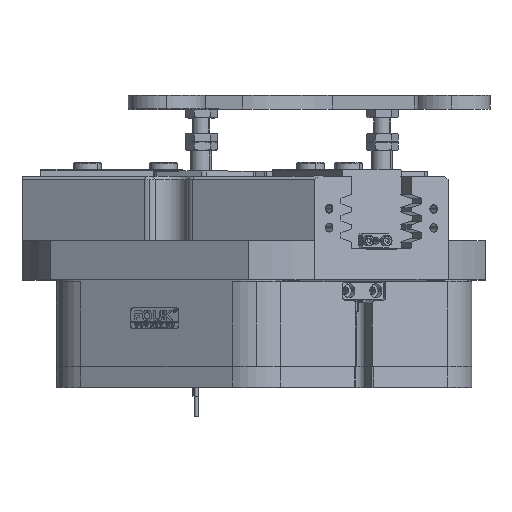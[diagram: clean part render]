
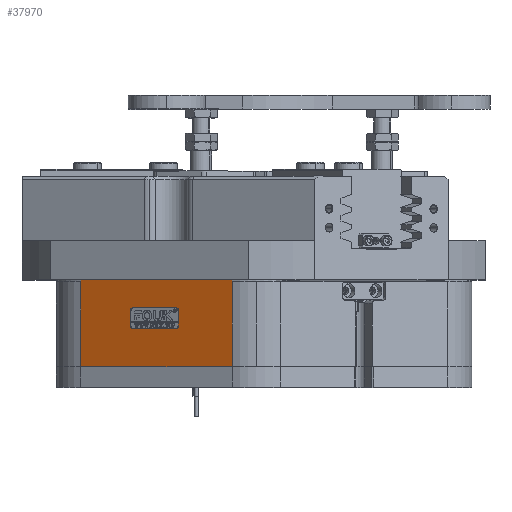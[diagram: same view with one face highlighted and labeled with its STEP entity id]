
A CAD part, top view. The second image highlights one B-rep face of the part: STEP entity #37970.
In plain terms, the highlighted planar face has unit normal (-0.5, 0, 0.866).
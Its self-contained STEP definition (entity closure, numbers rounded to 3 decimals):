
#31 = ORIENTED_EDGE ( 'NONE', *, *, #3438, .T. ) ;
#145 =( BOUNDED_CURVE ( )  B_SPLINE_CURVE ( 3, ( #44185, #24388, #47605, #12797 ),
 .UNSPECIFIED., .F., .F. ) 
 B_SPLINE_CURVE_WITH_KNOTS ( ( 4, 4 ),
 ( 3.107, 3.142 ),
 .UNSPECIFIED. ) 
 CURVE ( )  GEOMETRIC_REPRESENTATION_ITEM ( )  RATIONAL_B_SPLINE_CURVE ( ( 1., 1., 1., 1. ) ) 
 REPRESENTATION_ITEM ( '' )  );
#413 = DIRECTION ( 'NONE',  ( 0.5, 0., -0.866 ) ) ;
#429 = VECTOR ( 'NONE', #22642, 1000. ) ;
#596 = CARTESIAN_POINT ( 'NONE',  ( -50.175, 34.2, 111.905 ) ) ;
#765 = CARTESIAN_POINT ( 'NONE',  ( -17., 49.3, 131.059 ) ) ;
#1012 = CARTESIAN_POINT ( 'NONE',  ( -50.175, 22., 111.905 ) ) ;
#1151 = VERTEX_POINT ( 'NONE', #4782 ) ;
#1214 = VERTEX_POINT ( 'NONE', #14270 ) ;
#1499 = EDGE_CURVE ( 'NONE', #1214, #44197, #23836, .T. ) ;
#1854 = CARTESIAN_POINT ( 'NONE',  ( -48.356, 24.1, 112.955 ) ) ;
#2240 = CIRCLE ( 'NONE', #47952, 2.1 ) ;
#2764 = CARTESIAN_POINT ( 'NONE',  ( -16.994, 49.967, 131.062 ) ) ;
#3141 = CARTESIAN_POINT ( 'NONE',  ( 122., 0., 211.31 ) ) ;
#3438 = EDGE_CURVE ( 'NONE', #40097, #47339, #32292, .T. ) ;
#3848 = ORIENTED_EDGE ( 'NONE', *, *, #4809, .F. ) ;
#4253 = ORIENTED_EDGE ( 'NONE', *, *, #50348, .T. ) ;
#4782 = CARTESIAN_POINT ( 'NONE',  ( -76.242, 24.1, 96.855 ) ) ;
#4809 = EDGE_CURVE ( 'NONE', #39813, #47339, #36988, .T. ) ;
#5085 = CARTESIAN_POINT ( 'NONE',  ( -50.175, 32.1, 111.905 ) ) ;
#5975 = CARTESIAN_POINT ( 'NONE',  ( -17., 49.633, 131.059 ) ) ;
#6333 = VERTEX_POINT ( 'NONE', #1012 ) ;
#6702 = PLANE ( 'NONE',  #10766 ) ;
#6957 = AXIS2_PLACEMENT_3D ( 'NONE', #21755, #10474, #14393 ) ;
#8796 = DIRECTION ( 'NONE',  ( 0.5, 0., -0.866 ) ) ;
#10295 = ORIENTED_EDGE ( 'NONE', *, *, #16360, .T. ) ;
#10474 = DIRECTION ( 'NONE',  ( 0.5, 0., -0.866 ) ) ;
#10766 = AXIS2_PLACEMENT_3D ( 'NONE', #25768, #33962, #41969 ) ;
#10921 = DIRECTION ( 'NONE',  ( -0.866, 0., -0.5 ) ) ;
#11698 = CARTESIAN_POINT ( 'NONE',  ( -17., 0., 131.059 ) ) ;
#11714 = LINE ( 'NONE', #49828, #40392 ) ;
#12279 = CIRCLE ( 'NONE', #27985, 2.1 ) ;
#12797 = CARTESIAN_POINT ( 'NONE',  ( -105., 49.3, 80.252 ) ) ;
#13191 = DIRECTION ( 'NONE',  ( 0.866, 0., 0.5 ) ) ;
#13524 = ORIENTED_EDGE ( 'NONE', *, *, #38509, .T. ) ;
#13878 = EDGE_CURVE ( 'NONE', #27559, #23058, #12279, .T. ) ;
#14054 = VERTEX_POINT ( 'NONE', #24482 ) ;
#14270 = CARTESIAN_POINT ( 'NONE',  ( -105., 49.3, 80.252 ) ) ;
#14393 = DIRECTION ( 'NONE',  ( -0.866, 0., -0.5 ) ) ;
#14509 = CARTESIAN_POINT ( 'NONE',  ( -105., 0., 80.252 ) ) ;
#14951 = EDGE_LOOP ( 'NONE', ( #29034, #40805, #22020, #45253, #4253, #39332, #10295, #15825 ) ) ;
#15085 = LINE ( 'NONE', #596, #36514 ) ;
#15667 = CARTESIAN_POINT ( 'NONE',  ( -105.017, 50.3, 80.242 ) ) ;
#15825 = ORIENTED_EDGE ( 'NONE', *, *, #21826, .T. ) ;
#16023 = DIRECTION ( 'NONE',  ( -0.866, 0., -0.5 ) ) ;
#16360 = EDGE_CURVE ( 'NONE', #23058, #14054, #15085, .T. ) ;
#16847 = FACE_BOUND ( 'NONE', #14951, .T. ) ;
#18050 = EDGE_LOOP ( 'NONE', ( #3848, #18208, #48207, #30609, #13524, #31 ) ) ;
#18208 = ORIENTED_EDGE ( 'NONE', *, *, #18763, .T. ) ;
#18763 = EDGE_CURVE ( 'NONE', #39813, #1214, #145, .T. ) ;
#19579 = CARTESIAN_POINT ( 'NONE',  ( -74.423, 32.1, 97.905 ) ) ;
#19594 = VERTEX_POINT ( 'NONE', #30155 ) ;
#19678 = VERTEX_POINT ( 'NONE', #11698 ) ;
#19757 = CARTESIAN_POINT ( 'NONE',  ( -48.356, 32.1, 112.955 ) ) ;
#20328 = EDGE_CURVE ( 'NONE', #19594, #1151, #33093, .T. ) ;
#21755 = CARTESIAN_POINT ( 'NONE',  ( -74.423, 24.1, 97.905 ) ) ;
#21793 = DIRECTION ( 'NONE',  ( 0., 1., 0. ) ) ;
#21826 = EDGE_CURVE ( 'NONE', #14054, #34653, #32937, .T. ) ;
#22020 = ORIENTED_EDGE ( 'NONE', *, *, #35212, .T. ) ;
#22642 = DIRECTION ( 'NONE',  ( 0., 1., 0. ) ) ;
#23058 = VERTEX_POINT ( 'NONE', #34215 ) ;
#23836 = LINE ( 'NONE', #28568, #48795 ) ;
#24388 = CARTESIAN_POINT ( 'NONE',  ( -105.006, 49.967, 80.248 ) ) ;
#24482 = CARTESIAN_POINT ( 'NONE',  ( -50.175, 34.2, 111.905 ) ) ;
#24951 = DIRECTION ( 'NONE',  ( 0.866, 0., 0.5 ) ) ;
#25768 = CARTESIAN_POINT ( 'NONE',  ( 122., 110.5, 211.31 ) ) ;
#26049 = CARTESIAN_POINT ( 'NONE',  ( -17., 49.3, 131.059 ) ) ;
#26290 = LINE ( 'NONE', #35331, #37903 ) ;
#26446 = LINE ( 'NONE', #3141, #33182 ) ;
#26640 = DIRECTION ( 'NONE',  ( 0., -1., 0. ) ) ;
#27219 = FACE_OUTER_BOUND ( 'NONE', #18050, .T. ) ;
#27559 = VERTEX_POINT ( 'NONE', #49501 ) ;
#27822 = DIRECTION ( 'NONE',  ( 0.866, 0., 0.5 ) ) ;
#27985 = AXIS2_PLACEMENT_3D ( 'NONE', #19579, #35281, #46871 ) ;
#28568 = CARTESIAN_POINT ( 'NONE',  ( -105., 110.5, 80.252 ) ) ;
#29034 = ORIENTED_EDGE ( 'NONE', *, *, #42584, .T. ) ;
#30155 = CARTESIAN_POINT ( 'NONE',  ( -74.423, 22., 97.905 ) ) ;
#30609 = ORIENTED_EDGE ( 'NONE', *, *, #49879, .F. ) ;
#32292 =( BOUNDED_CURVE ( )  B_SPLINE_CURVE ( 3, ( #26049, #5975, #2764, #41428 ),
 .UNSPECIFIED., .F., .T. ) 
 B_SPLINE_CURVE_WITH_KNOTS ( ( 4, 4 ),
 ( 0., 0.034 ),
 .UNSPECIFIED. ) 
 CURVE ( )  GEOMETRIC_REPRESENTATION_ITEM ( )  RATIONAL_B_SPLINE_CURVE ( ( 1., 1., 1., 1. ) ) 
 REPRESENTATION_ITEM ( '' )  );
#32937 = CIRCLE ( 'NONE', #38686, 2.1 ) ;
#33093 = CIRCLE ( 'NONE', #6957, 2.1 ) ;
#33182 = VECTOR ( 'NONE', #10921, 1000. ) ;
#33244 = CARTESIAN_POINT ( 'NONE',  ( -17., 110.5, 131.059 ) ) ;
#33939 = LINE ( 'NONE', #33244, #429 ) ;
#33962 = DIRECTION ( 'NONE',  ( -0.5, 0., 0.866 ) ) ;
#34215 = CARTESIAN_POINT ( 'NONE',  ( -74.423, 34.2, 97.905 ) ) ;
#34653 = VERTEX_POINT ( 'NONE', #19757 ) ;
#34950 = VECTOR ( 'NONE', #21793, 1000. ) ;
#35212 = EDGE_CURVE ( 'NONE', #6333, #19594, #26290, .T. ) ;
#35281 = DIRECTION ( 'NONE',  ( 0.5, 0., -0.866 ) ) ;
#35331 = CARTESIAN_POINT ( 'NONE',  ( -50.175, 22., 111.905 ) ) ;
#36514 = VECTOR ( 'NONE', #27822, 1000. ) ;
#36988 = LINE ( 'NONE', #44756, #49136 ) ;
#37903 = VECTOR ( 'NONE', #39232, 1000. ) ;
#37970 = ADVANCED_FACE ( 'NONE', ( #27219, #16847 ), #6702, .T. ) ;
#38509 = EDGE_CURVE ( 'NONE', #19678, #40097, #33939, .T. ) ;
#38686 = AXIS2_PLACEMENT_3D ( 'NONE', #5085, #8796, #13191 ) ;
#38898 = CARTESIAN_POINT ( 'NONE',  ( -50.175, 24.1, 111.905 ) ) ;
#39232 = DIRECTION ( 'NONE',  ( -0.866, 0., -0.5 ) ) ;
#39332 = ORIENTED_EDGE ( 'NONE', *, *, #13878, .T. ) ;
#39813 = VERTEX_POINT ( 'NONE', #15667 ) ;
#40097 = VERTEX_POINT ( 'NONE', #765 ) ;
#40392 = VECTOR ( 'NONE', #26640, 1000. ) ;
#40772 = CARTESIAN_POINT ( 'NONE',  ( -16.983, 50.3, 131.068 ) ) ;
#40805 = ORIENTED_EDGE ( 'NONE', *, *, #48059, .T. ) ;
#41253 = CARTESIAN_POINT ( 'NONE',  ( -76.242, 32.1, 96.855 ) ) ;
#41428 = CARTESIAN_POINT ( 'NONE',  ( -16.983, 50.3, 131.068 ) ) ;
#41639 = LINE ( 'NONE', #41253, #34950 ) ;
#41969 = DIRECTION ( 'NONE',  ( 0.866, 0., 0.5 ) ) ;
#42584 = EDGE_CURVE ( 'NONE', #34653, #48996, #11714, .T. ) ;
#44185 = CARTESIAN_POINT ( 'NONE',  ( -105.017, 50.3, 80.242 ) ) ;
#44197 = VERTEX_POINT ( 'NONE', #14509 ) ;
#44756 = CARTESIAN_POINT ( 'NONE',  ( -61., 50.3, 105.655 ) ) ;
#45253 = ORIENTED_EDGE ( 'NONE', *, *, #20328, .T. ) ;
#46871 = DIRECTION ( 'NONE',  ( -0.866, 0., -0.5 ) ) ;
#47339 = VERTEX_POINT ( 'NONE', #40772 ) ;
#47605 = CARTESIAN_POINT ( 'NONE',  ( -105., 49.633, 80.252 ) ) ;
#47952 = AXIS2_PLACEMENT_3D ( 'NONE', #38898, #413, #16023 ) ;
#48059 = EDGE_CURVE ( 'NONE', #48996, #6333, #2240, .T. ) ;
#48165 = DIRECTION ( 'NONE',  ( 0., -1., 0. ) ) ;
#48207 = ORIENTED_EDGE ( 'NONE', *, *, #1499, .T. ) ;
#48795 = VECTOR ( 'NONE', #48165, 1000. ) ;
#48996 = VERTEX_POINT ( 'NONE', #1854 ) ;
#49136 = VECTOR ( 'NONE', #24951, 1000. ) ;
#49501 = CARTESIAN_POINT ( 'NONE',  ( -76.242, 32.1, 96.855 ) ) ;
#49828 = CARTESIAN_POINT ( 'NONE',  ( -48.356, 32.1, 112.955 ) ) ;
#49879 = EDGE_CURVE ( 'NONE', #19678, #44197, #26446, .T. ) ;
#50348 = EDGE_CURVE ( 'NONE', #1151, #27559, #41639, .T. ) ;
